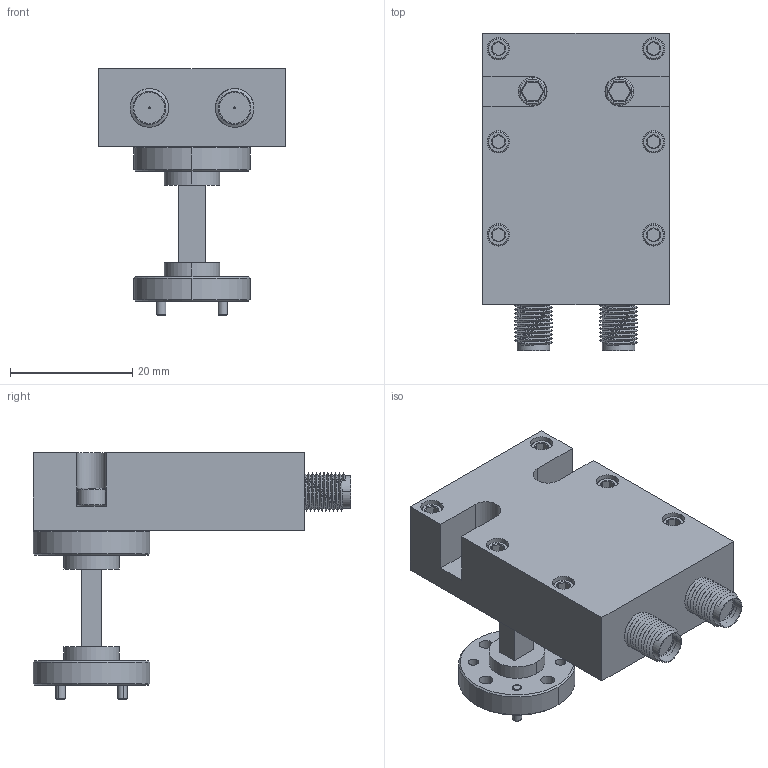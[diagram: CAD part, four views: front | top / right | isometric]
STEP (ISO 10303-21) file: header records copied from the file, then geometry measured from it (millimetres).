
FILE_DESCRIPTION (( 'STEP AP214' ), '1' );
FILE_NAME ('FH-W2-A-2, Defeatured.STEP', '2024-08-21T23:24:13', ( '' ), ( '' ), 'SwSTEP 2.0', 'SolidWorks 2021', '' );
FILE_SCHEMA (( 'AUTOMOTIVE_DESIGN' ));
Length unit declared in the file: inch
Products named in the file (1): FH-W2-A-2, Defeatured
Bounding box: 30.48 x 51.98 x 40.39 mm (x, y, z)
Volume: 19091.5 mm3; surface area: 8215.7 mm2
Topology: 3 solids, 3 shells, 433 faces, 999 edges, 618 vertices
Faces by surface type: cylinder 183, plane 132, cone 110, torus 4, bspline 4
Entity records: 14693 total; most frequent: CARTESIAN_POINT 4803, DIRECTION 2131, ORIENTED_EDGE 1998, EDGE_CURVE 999, AXIS2_PLACEMENT_3D 846, VERTEX_POINT 618, EDGE_LOOP 511, VECTOR 439
